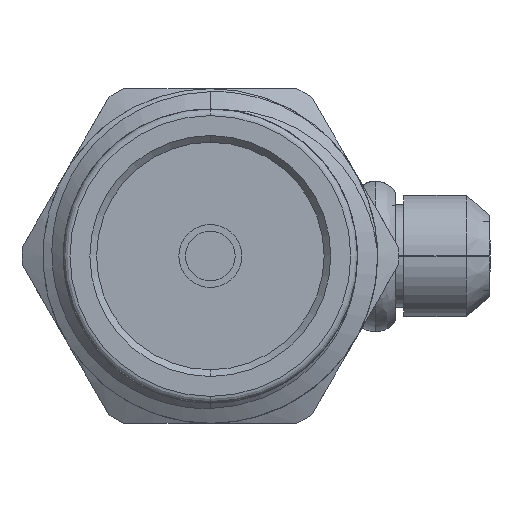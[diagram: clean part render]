
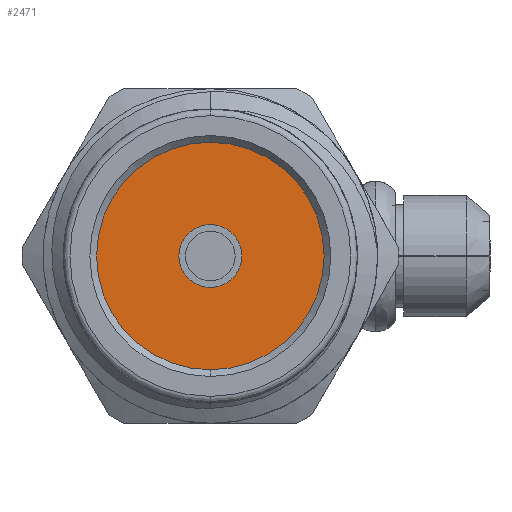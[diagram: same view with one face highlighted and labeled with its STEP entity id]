
A CAD part, left-side view. The second image highlights one B-rep face of the part: STEP entity #2471.
In plain terms, the highlighted planar face has unit normal (-1, 0, 0).
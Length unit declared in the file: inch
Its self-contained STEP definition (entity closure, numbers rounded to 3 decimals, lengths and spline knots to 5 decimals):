
#10 = CARTESIAN_POINT ( 'NONE',  ( 0.075, 0., 0. ) ) ;
#13 = CARTESIAN_POINT ( 'NONE',  ( 0.075, 0., -0.0235 ) ) ;
#18 = DIRECTION ( 'NONE',  ( -1., 0., 0. ) ) ;
#470 = AXIS2_PLACEMENT_3D ( 'NONE', #5240, #1789, #4011 ) ;
#731 = DIRECTION ( 'NONE',  ( 0., 0., 1. ) ) ;
#1017 = DIRECTION ( 'NONE',  ( 0., 0., 1. ) ) ;
#1164 = FACE_OUTER_BOUND ( 'NONE', #5653, .T. ) ;
#1180 = CARTESIAN_POINT ( 'NONE',  ( 0.075, 0., 0.0235 ) ) ;
#1264 = AXIS2_PLACEMENT_3D ( 'NONE', #5531, #18, #3908 ) ;
#1270 = ORIENTED_EDGE ( 'NONE', *, *, #3505, .T. ) ;
#1626 = EDGE_CURVE ( 'NONE', #5852, #6524, #5724, .T. ) ;
#1663 = EDGE_LOOP ( 'NONE', ( #5215, #2944 ) ) ;
#1789 = DIRECTION ( 'NONE',  ( -1., 0., 0. ) ) ;
#1859 = DIRECTION ( 'NONE',  ( 0., 0., 1. ) ) ;
#1938 = DIRECTION ( 'NONE',  ( -1., 0., 0. ) ) ;
#2124 = DIRECTION ( 'NONE',  ( -1., 0., 0. ) ) ;
#2241 = AXIS2_PLACEMENT_3D ( 'NONE', #10, #2124, #1017 ) ;
#2447 = CARTESIAN_POINT ( 'NONE',  ( 0.075, 0., 0. ) ) ;
#2471 = ADVANCED_FACE ( 'NONE', ( #6187, #1164 ), #4015, .T. ) ;
#2675 = CIRCLE ( 'NONE', #6728, 0.0235 ) ;
#2746 = CARTESIAN_POINT ( 'NONE',  ( 0.075, 0., 0.085 ) ) ;
#2944 = ORIENTED_EDGE ( 'NONE', *, *, #6711, .F. ) ;
#3263 = VERTEX_POINT ( 'NONE', #13 ) ;
#3415 = EDGE_CURVE ( 'NONE', #6324, #3263, #2675, .T. ) ;
#3490 = CIRCLE ( 'NONE', #470, 0.085 ) ;
#3505 = EDGE_CURVE ( 'NONE', #6524, #5852, #3490, .T. ) ;
#3908 = DIRECTION ( 'NONE',  ( 0., 0., 1. ) ) ;
#4011 = DIRECTION ( 'NONE',  ( 0., 0., 1. ) ) ;
#4015 = PLANE ( 'NONE',  #1264 ) ;
#4477 = CARTESIAN_POINT ( 'NONE',  ( 0.075, 0., 0. ) ) ;
#4551 = CIRCLE ( 'NONE', #2241, 0.0235 ) ;
#4715 = ORIENTED_EDGE ( 'NONE', *, *, #1626, .T. ) ;
#5027 = AXIS2_PLACEMENT_3D ( 'NONE', #4477, #5600, #731 ) ;
#5215 = ORIENTED_EDGE ( 'NONE', *, *, #3415, .F. ) ;
#5240 = CARTESIAN_POINT ( 'NONE',  ( 0.075, 0., 0. ) ) ;
#5531 = CARTESIAN_POINT ( 'NONE',  ( 0.075, 0., 0. ) ) ;
#5600 = DIRECTION ( 'NONE',  ( -1., 0., 0. ) ) ;
#5653 = EDGE_LOOP ( 'NONE', ( #4715, #1270 ) ) ;
#5724 = CIRCLE ( 'NONE', #5027, 0.085 ) ;
#5852 = VERTEX_POINT ( 'NONE', #2746 ) ;
#5904 = CARTESIAN_POINT ( 'NONE',  ( 0.075, 0., -0.085 ) ) ;
#6187 = FACE_BOUND ( 'NONE', #1663, .T. ) ;
#6324 = VERTEX_POINT ( 'NONE', #1180 ) ;
#6524 = VERTEX_POINT ( 'NONE', #5904 ) ;
#6711 = EDGE_CURVE ( 'NONE', #3263, #6324, #4551, .T. ) ;
#6728 = AXIS2_PLACEMENT_3D ( 'NONE', #2447, #1938, #1859 ) ;
